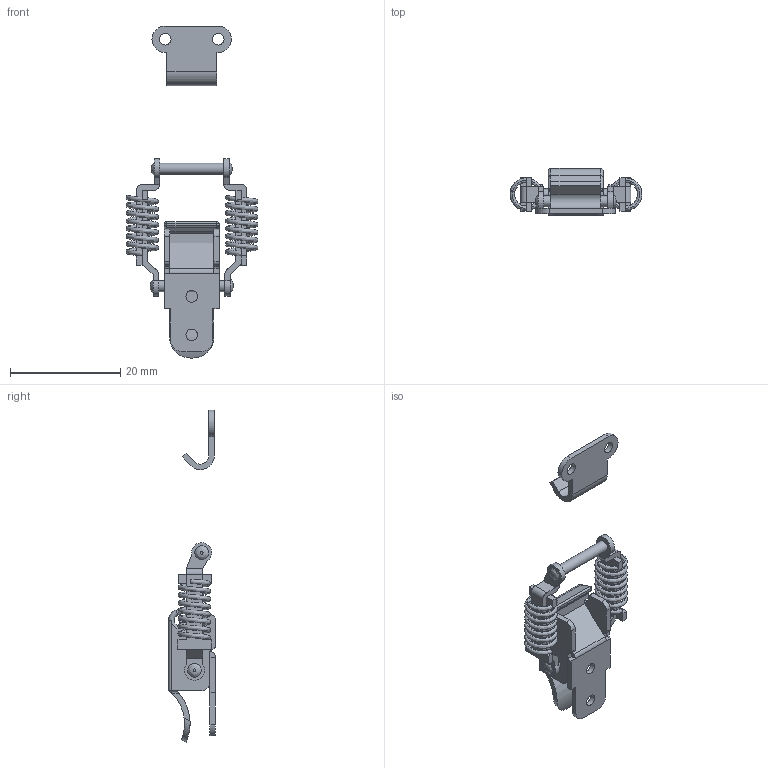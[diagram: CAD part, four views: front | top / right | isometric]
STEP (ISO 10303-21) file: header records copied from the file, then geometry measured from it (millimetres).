
FILE_DESCRIPTION(/* description */ (''),/* implementation_level */ '2;1');
FILE_NAME(/* name */ 'DR_C-SS1.stp',/* time_stamp */ '2023-05-22T10:57:04+09:00',/* author */ ('user'),/* organization */ (''),/* preprocessor_version */ 'ST-DEVELOPER v15.6',/* originating_system */ 'Autodesk Inventor 2015',/* authorisation */ '');
FILE_SCHEMA (('AUTOMOTIVE_DESIGN { 1 0 10303 214 3 1 1 }'));
Length unit declared in the file: millimetre
Products named in the file (11): C-SS1  body1; C-SS1  body2; C-SS1  inarm1; C-SS1  inarm1-1; C-SS1  inarm pin; C-SS1  outarm1; C-SS1  outarm1-1; C-SS1  spring; C-SS1  outarm pin; C-SS1  keeper; DR_C-SS1
Bounding box: 23.9 x 8.5 x 60.12 mm (x, y, z)
Volume: 1235.2 mm3; surface area: 3344 mm2
Topology: 13 solids, 13 shells, 216 faces, 540 edges, 350 vertices
Faces by surface type: plane 138, cylinder 62, bspline 12, torus 4
Full cylindrical faces by diameter (mm): 2 x8, 2.1 x4
Entity records: 8661 total; most frequent: CARTESIAN_POINT 3396, DIRECTION 1060, ORIENTED_EDGE 1012, EDGE_CURVE 506, AXIS2_PLACEMENT_3D 360, LINE 340, VECTOR 340, VERTEX_POINT 338
